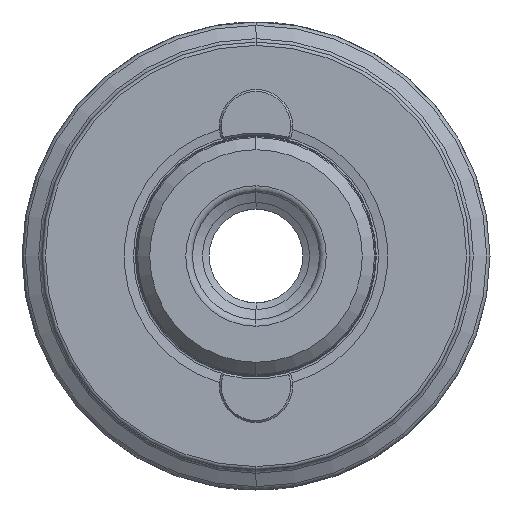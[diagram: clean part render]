
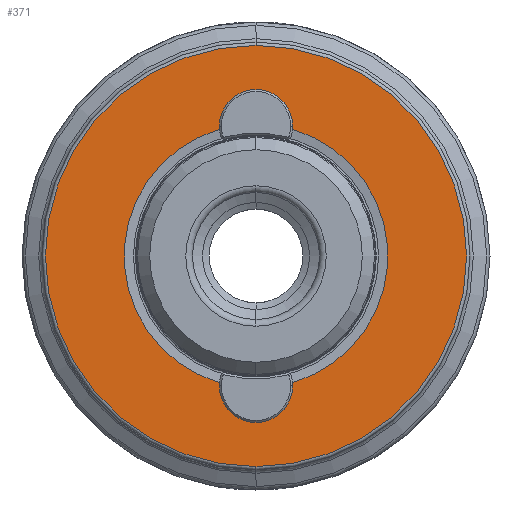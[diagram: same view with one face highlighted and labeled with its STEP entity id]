
A CAD part, left-side view. The second image highlights one B-rep face of the part: STEP entity #371.
In plain terms, the highlighted planar face has unit normal (-1, 0, 0).
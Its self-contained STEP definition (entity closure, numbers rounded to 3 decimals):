
#34 = CARTESIAN_POINT ( 'NONE',  ( 0., 0., 0. ) ) ;
#117 = AXIS2_PLACEMENT_3D ( 'NONE', #4072, #2023, #4412 ) ;
#136 = VERTEX_POINT ( 'NONE', #4310 ) ;
#144 = CARTESIAN_POINT ( 'NONE',  ( 0., 0., 31.5 ) ) ;
#172 = ORIENTED_EDGE ( 'NONE', *, *, #3384, .F. ) ;
#268 = ORIENTED_EDGE ( 'NONE', *, *, #2653, .F. ) ;
#295 = VERTEX_POINT ( 'NONE', #1350 ) ;
#371 = ADVANCED_FACE ( 'NONE', ( #4117, #785 ), #2084, .F. ) ;
#387 = AXIS2_PLACEMENT_3D ( 'NONE', #1527, #3905, #1864 ) ;
#568 = EDGE_CURVE ( 'NONE', #295, #3917, #778, .T. ) ;
#778 = CIRCLE ( 'NONE', #3502, 19.715 ) ;
#785 = FACE_OUTER_BOUND ( 'NONE', #3856, .T. ) ;
#830 = CIRCLE ( 'NONE', #117, 19.715 ) ;
#1168 = VERTEX_POINT ( 'NONE', #1510 ) ;
#1188 = ORIENTED_EDGE ( 'NONE', *, *, #3638, .F. ) ;
#1196 = AXIS2_PLACEMENT_3D ( 'NONE', #34, #3894, #3561 ) ;
#1200 = DIRECTION ( 'NONE',  ( -1., 0., 0. ) ) ;
#1296 = CARTESIAN_POINT ( 'NONE',  ( 0., -2.305, 19.58 ) ) ;
#1350 = CARTESIAN_POINT ( 'NONE',  ( 0., -2.305, -19.58 ) ) ;
#1386 = EDGE_CURVE ( 'NONE', #2654, #1941, #4242, .T. ) ;
#1436 = AXIS2_PLACEMENT_3D ( 'NONE', #3228, #1200, #3587 ) ;
#1457 = CARTESIAN_POINT ( 'NONE',  ( 0., 0., -21.5 ) ) ;
#1469 = CIRCLE ( 'NONE', #1196, 31.5 ) ;
#1510 = CARTESIAN_POINT ( 'NONE',  ( 0., 0., -24.5 ) ) ;
#1527 = CARTESIAN_POINT ( 'NONE',  ( 0., 0., -21.5 ) ) ;
#1588 = DIRECTION ( 'NONE',  ( 0., 0., 1. ) ) ;
#1633 = VERTEX_POINT ( 'NONE', #4213 ) ;
#1781 = EDGE_CURVE ( 'NONE', #3763, #136, #3500, .T. ) ;
#1799 = DIRECTION ( 'NONE',  ( 0., 0., 1. ) ) ;
#1864 = DIRECTION ( 'NONE',  ( 0., 0., 1. ) ) ;
#1915 = EDGE_CURVE ( 'NONE', #136, #3763, #1469, .T. ) ;
#1941 = VERTEX_POINT ( 'NONE', #4036 ) ;
#2019 = DIRECTION ( 'NONE',  ( 1., 0., 0. ) ) ;
#2023 = DIRECTION ( 'NONE',  ( -1., 0., 0. ) ) ;
#2041 = CARTESIAN_POINT ( 'NONE',  ( 0., 0., -19.715 ) ) ;
#2063 = ORIENTED_EDGE ( 'NONE', *, *, #568, .F. ) ;
#2084 = PLANE ( 'NONE',  #3948 ) ;
#2129 = DIRECTION ( 'NONE',  ( 0., 0., -1. ) ) ;
#2174 = AXIS2_PLACEMENT_3D ( 'NONE', #1457, #3844, #1799 ) ;
#2222 = EDGE_CURVE ( 'NONE', #3917, #2654, #3435, .T. ) ;
#2231 = DIRECTION ( 'NONE',  ( -1., 0., 0. ) ) ;
#2277 = CARTESIAN_POINT ( 'NONE',  ( 0., 0., 0. ) ) ;
#2502 = DIRECTION ( 'NONE',  ( 0., 0., 1. ) ) ;
#2581 = DIRECTION ( 'NONE',  ( -1., 0., 0. ) ) ;
#2627 = CARTESIAN_POINT ( 'NONE',  ( 0., 0., 21.5 ) ) ;
#2653 = EDGE_CURVE ( 'NONE', #1941, #1633, #830, .T. ) ;
#2654 = VERTEX_POINT ( 'NONE', #3409 ) ;
#2883 = ORIENTED_EDGE ( 'NONE', *, *, #1915, .T. ) ;
#2997 = ORIENTED_EDGE ( 'NONE', *, *, #2222, .F. ) ;
#3097 = CIRCLE ( 'NONE', #2174, 3. ) ;
#3228 = CARTESIAN_POINT ( 'NONE',  ( 0., 0., 21.5 ) ) ;
#3384 = EDGE_CURVE ( 'NONE', #1633, #1168, #3097, .T. ) ;
#3409 = CARTESIAN_POINT ( 'NONE',  ( 0., 0., 24.5 ) ) ;
#3435 = CIRCLE ( 'NONE', #1436, 3. ) ;
#3500 = CIRCLE ( 'NONE', #4237, 31.5 ) ;
#3502 = AXIS2_PLACEMENT_3D ( 'NONE', #4023, #3946, #3970 ) ;
#3548 = EDGE_LOOP ( 'NONE', ( #268, #3900, #2997, #2063, #1188, #172 ) ) ;
#3561 = DIRECTION ( 'NONE',  ( 0., 0., 1. ) ) ;
#3587 = DIRECTION ( 'NONE',  ( 0., 0., 1. ) ) ;
#3638 = EDGE_CURVE ( 'NONE', #1168, #295, #4288, .T. ) ;
#3763 = VERTEX_POINT ( 'NONE', #144 ) ;
#3794 = ORIENTED_EDGE ( 'NONE', *, *, #1781, .T. ) ;
#3844 = DIRECTION ( 'NONE',  ( -1., 0., 0. ) ) ;
#3856 = EDGE_LOOP ( 'NONE', ( #3794, #2883 ) ) ;
#3894 = DIRECTION ( 'NONE',  ( -1., 0., 0. ) ) ;
#3900 = ORIENTED_EDGE ( 'NONE', *, *, #1386, .F. ) ;
#3905 = DIRECTION ( 'NONE',  ( -1., 0., 0. ) ) ;
#3917 = VERTEX_POINT ( 'NONE', #1296 ) ;
#3946 = DIRECTION ( 'NONE',  ( -1., 0., 0. ) ) ;
#3948 = AXIS2_PLACEMENT_3D ( 'NONE', #2041, #2019, #2129 ) ;
#3970 = DIRECTION ( 'NONE',  ( 0., 0., 1. ) ) ;
#4023 = CARTESIAN_POINT ( 'NONE',  ( 0., 0., 0. ) ) ;
#4036 = CARTESIAN_POINT ( 'NONE',  ( 0., 2.305, 19.58 ) ) ;
#4072 = CARTESIAN_POINT ( 'NONE',  ( 0., 0., 0. ) ) ;
#4117 = FACE_BOUND ( 'NONE', #3548, .T. ) ;
#4213 = CARTESIAN_POINT ( 'NONE',  ( 0., 2.305, -19.58 ) ) ;
#4237 = AXIS2_PLACEMENT_3D ( 'NONE', #2277, #2231, #1588 ) ;
#4242 = CIRCLE ( 'NONE', #4319, 3. ) ;
#4288 = CIRCLE ( 'NONE', #387, 3. ) ;
#4310 = CARTESIAN_POINT ( 'NONE',  ( 0., 0., -31.5 ) ) ;
#4319 = AXIS2_PLACEMENT_3D ( 'NONE', #2627, #2581, #2502 ) ;
#4412 = DIRECTION ( 'NONE',  ( 0., 0., 1. ) ) ;
